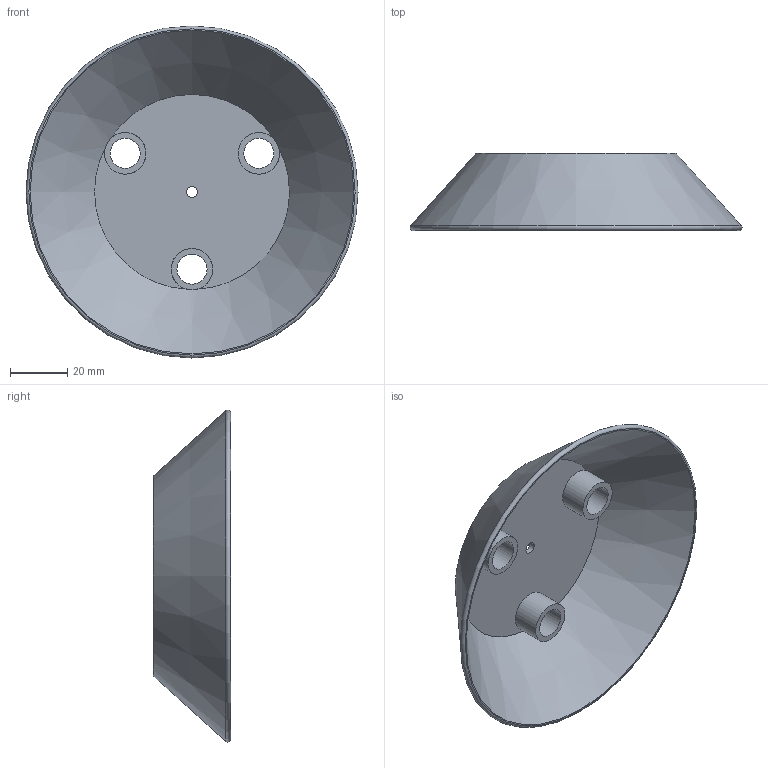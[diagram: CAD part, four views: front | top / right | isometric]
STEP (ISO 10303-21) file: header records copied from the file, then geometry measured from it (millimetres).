
FILE_DESCRIPTION(/* description */ (''),/* implementation_level */ '2;1');
FILE_NAME(/* name */ 'mini-lora-ws-closedlayer.step',/* time_stamp */ '2020-07-23T09:59:40+01:00',/* author */ (''),/* organization */ (''),/* preprocessor_version */ 'ST-DEVELOPER v18.1',/* originating_system */ 'Autodesk Translation Framework v9.3.0.1241',/* authorisation */ '');
FILE_SCHEMA (('AUTOMOTIVE_DESIGN { 1 0 10303 214 3 1 1 }'));
Length unit declared in the file: millimetre
Products named in the file (1): screen layer closed
Bounding box: 116.12 x 27 x 116.12 mm (x, y, z)
Volume: 29256.5 mm3; surface area: 30059.3 mm2
Topology: 1 solids, 1 shells, 16 faces, 39 edges, 26 vertices
Faces by surface type: cylinder 7, plane 6, cone 2, torus 1
Full cylindrical faces by diameter (mm): 4 x1, 10.5 x3, 14.5 x3
Entity records: 548 total; most frequent: DIRECTION 97, CARTESIAN_POINT 97, ORIENTED_EDGE 78, AXIS2_PLACEMENT_3D 44, EDGE_CURVE 39, CIRCLE 27, VERTEX_POINT 26, EDGE_LOOP 25
